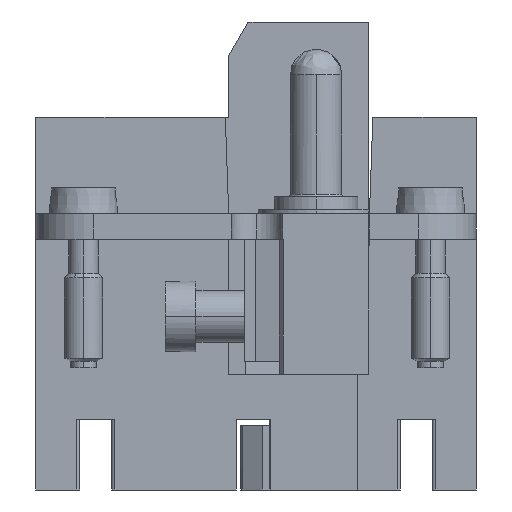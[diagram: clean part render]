
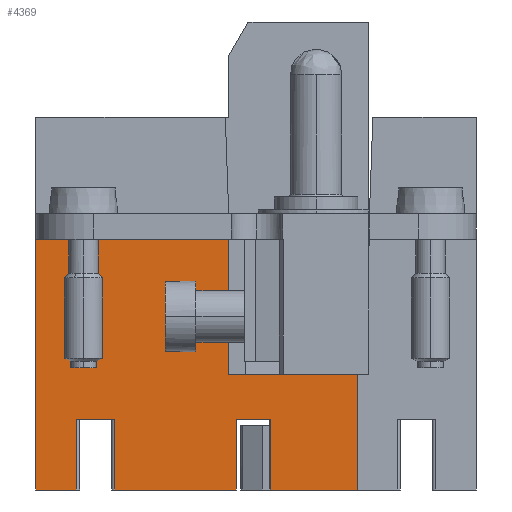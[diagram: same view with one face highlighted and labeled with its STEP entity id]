
A CAD part, front view. The second image highlights one B-rep face of the part: STEP entity #4369.
In plain terms, the highlighted planar face has unit normal (0, -1, 0).
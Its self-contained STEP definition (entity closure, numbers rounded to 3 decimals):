
#4269=AXIS2_PLACEMENT_3D('Plane Axis2P3D',#4266,#4267,#4268) ;
#2958=CARTESIAN_POINT('Vertex',(0.,10.65,19.5)) ;
#2961=CARTESIAN_POINT('Line Origine',(7.5,10.65,19.5)) ;
#2965=CARTESIAN_POINT('Vertex',(15.,10.65,19.5)) ;
#3450=CARTESIAN_POINT('Vertex',(0.,10.65,0.)) ;
#3453=CARTESIAN_POINT('Line Origine',(0.,10.65,9.75)) ;
#4266=CARTESIAN_POINT('Axis2P3D Location',(0.,10.65,0.)) ;
#4271=CARTESIAN_POINT('Line Origine',(15.,10.65,14.25)) ;
#4275=CARTESIAN_POINT('Vertex',(15.,10.65,9.)) ;
#4278=CARTESIAN_POINT('Line Origine',(1.581,10.65,0.)) ;
#4282=CARTESIAN_POINT('Vertex',(3.162,10.65,0.)) ;
#4285=CARTESIAN_POINT('Line Origine',(3.162,10.65,2.75)) ;
#4289=CARTESIAN_POINT('Vertex',(3.162,10.65,5.5)) ;
#4292=CARTESIAN_POINT('Line Origine',(4.65,10.65,5.5)) ;
#4296=CARTESIAN_POINT('Vertex',(6.137,10.65,5.5)) ;
#4299=CARTESIAN_POINT('Line Origine',(6.137,10.65,2.75)) ;
#4303=CARTESIAN_POINT('Vertex',(6.137,10.65,0.)) ;
#4306=CARTESIAN_POINT('Line Origine',(10.869,10.65,0.)) ;
#4310=CARTESIAN_POINT('Vertex',(15.6,10.65,0.)) ;
#4313=CARTESIAN_POINT('Line Origine',(15.6,10.65,2.75)) ;
#4317=CARTESIAN_POINT('Vertex',(15.6,10.65,5.5)) ;
#4320=CARTESIAN_POINT('Line Origine',(16.93,10.65,5.5)) ;
#4324=CARTESIAN_POINT('Vertex',(18.26,10.65,5.5)) ;
#4327=CARTESIAN_POINT('Line Origine',(18.26,10.65,2.75)) ;
#4331=CARTESIAN_POINT('Vertex',(18.26,10.65,0.)) ;
#4334=CARTESIAN_POINT('Line Origine',(21.63,10.65,0.)) ;
#4338=CARTESIAN_POINT('Vertex',(25.,10.65,0.)) ;
#4341=CARTESIAN_POINT('Line Origine',(25.,10.65,4.5)) ;
#4345=CARTESIAN_POINT('Vertex',(25.,10.65,9.)) ;
#4348=CARTESIAN_POINT('Line Origine',(20.,10.65,9.)) ;
#2962=DIRECTION('Vector Direction',(-1.,0.,0.)) ;
#3454=DIRECTION('Vector Direction',(0.,0.,-1.)) ;
#4267=DIRECTION('Axis2P3D Direction',(0.,-1.,0.)) ;
#4268=DIRECTION('Axis2P3D XDirection',(0.,0.,1.)) ;
#4272=DIRECTION('Vector Direction',(0.,0.,1.)) ;
#4279=DIRECTION('Vector Direction',(-1.,0.,0.)) ;
#4286=DIRECTION('Vector Direction',(0.,0.,1.)) ;
#4293=DIRECTION('Vector Direction',(1.,0.,0.)) ;
#4300=DIRECTION('Vector Direction',(0.,0.,-1.)) ;
#4307=DIRECTION('Vector Direction',(1.,0.,0.)) ;
#4314=DIRECTION('Vector Direction',(0.,0.,1.)) ;
#4321=DIRECTION('Vector Direction',(1.,0.,0.)) ;
#4328=DIRECTION('Vector Direction',(0.,0.,-1.)) ;
#4335=DIRECTION('Vector Direction',(1.,0.,0.)) ;
#4342=DIRECTION('Vector Direction',(0.,0.,1.)) ;
#4349=DIRECTION('Vector Direction',(-1.,0.,0.)) ;
#2963=VECTOR('Line Direction',#2962,1.) ;
#3455=VECTOR('Line Direction',#3454,1.) ;
#4273=VECTOR('Line Direction',#4272,1.) ;
#4280=VECTOR('Line Direction',#4279,1.) ;
#4287=VECTOR('Line Direction',#4286,1.) ;
#4294=VECTOR('Line Direction',#4293,1.) ;
#4301=VECTOR('Line Direction',#4300,1.) ;
#4308=VECTOR('Line Direction',#4307,1.) ;
#4315=VECTOR('Line Direction',#4314,1.) ;
#4322=VECTOR('Line Direction',#4321,1.) ;
#4329=VECTOR('Line Direction',#4328,1.) ;
#4336=VECTOR('Line Direction',#4335,1.) ;
#4343=VECTOR('Line Direction',#4342,1.) ;
#4350=VECTOR('Line Direction',#4349,1.) ;
#4354=ORIENTED_EDGE('',*,*,#4277,.T.) ;
#4355=ORIENTED_EDGE('',*,*,#2967,.T.) ;
#4356=ORIENTED_EDGE('',*,*,#3457,.T.) ;
#4357=ORIENTED_EDGE('',*,*,#4284,.F.) ;
#4358=ORIENTED_EDGE('',*,*,#4291,.T.) ;
#4359=ORIENTED_EDGE('',*,*,#4298,.T.) ;
#4360=ORIENTED_EDGE('',*,*,#4305,.T.) ;
#4361=ORIENTED_EDGE('',*,*,#4312,.T.) ;
#4362=ORIENTED_EDGE('',*,*,#4319,.T.) ;
#4363=ORIENTED_EDGE('',*,*,#4326,.T.) ;
#4364=ORIENTED_EDGE('',*,*,#4333,.T.) ;
#4365=ORIENTED_EDGE('',*,*,#4340,.T.) ;
#4366=ORIENTED_EDGE('',*,*,#4347,.T.) ;
#4367=ORIENTED_EDGE('',*,*,#4352,.T.) ;
#4369=ADVANCED_FACE('Brep With Voids',(#4368),#4270,.T.) ;
#2967=EDGE_CURVE('',#2966,#2959,#2964,.T.) ;
#3457=EDGE_CURVE('',#2959,#3451,#3456,.T.) ;
#4277=EDGE_CURVE('',#4276,#2966,#4274,.T.) ;
#4284=EDGE_CURVE('',#4283,#3451,#4281,.T.) ;
#4291=EDGE_CURVE('',#4283,#4290,#4288,.T.) ;
#4298=EDGE_CURVE('',#4290,#4297,#4295,.T.) ;
#4305=EDGE_CURVE('',#4297,#4304,#4302,.T.) ;
#4312=EDGE_CURVE('',#4304,#4311,#4309,.T.) ;
#4319=EDGE_CURVE('',#4311,#4318,#4316,.T.) ;
#4326=EDGE_CURVE('',#4318,#4325,#4323,.T.) ;
#4333=EDGE_CURVE('',#4325,#4332,#4330,.T.) ;
#4340=EDGE_CURVE('',#4332,#4339,#4337,.T.) ;
#4347=EDGE_CURVE('',#4339,#4346,#4344,.T.) ;
#4352=EDGE_CURVE('',#4346,#4276,#4351,.T.) ;
#4353=EDGE_LOOP('',(#4354,#4355,#4356,#4357,#4358,#4359,#4360,#4361,#4362,#4363,#4364,#4365,#4366,#4367)) ;
#4368=FACE_OUTER_BOUND('',#4353,.T.) ;
#2964=LINE('Line',#2961,#2963) ;
#3456=LINE('Line',#3453,#3455) ;
#4274=LINE('Line',#4271,#4273) ;
#4281=LINE('Line',#4278,#4280) ;
#4288=LINE('Line',#4285,#4287) ;
#4295=LINE('Line',#4292,#4294) ;
#4302=LINE('Line',#4299,#4301) ;
#4309=LINE('Line',#4306,#4308) ;
#4316=LINE('Line',#4313,#4315) ;
#4323=LINE('Line',#4320,#4322) ;
#4330=LINE('Line',#4327,#4329) ;
#4337=LINE('Line',#4334,#4336) ;
#4344=LINE('Line',#4341,#4343) ;
#4351=LINE('Line',#4348,#4350) ;
#4270=PLANE('',#4269) ;
#2959=VERTEX_POINT('',#2958) ;
#2966=VERTEX_POINT('',#2965) ;
#3451=VERTEX_POINT('',#3450) ;
#4276=VERTEX_POINT('',#4275) ;
#4283=VERTEX_POINT('',#4282) ;
#4290=VERTEX_POINT('',#4289) ;
#4297=VERTEX_POINT('',#4296) ;
#4304=VERTEX_POINT('',#4303) ;
#4311=VERTEX_POINT('',#4310) ;
#4318=VERTEX_POINT('',#4317) ;
#4325=VERTEX_POINT('',#4324) ;
#4332=VERTEX_POINT('',#4331) ;
#4339=VERTEX_POINT('',#4338) ;
#4346=VERTEX_POINT('',#4345) ;
